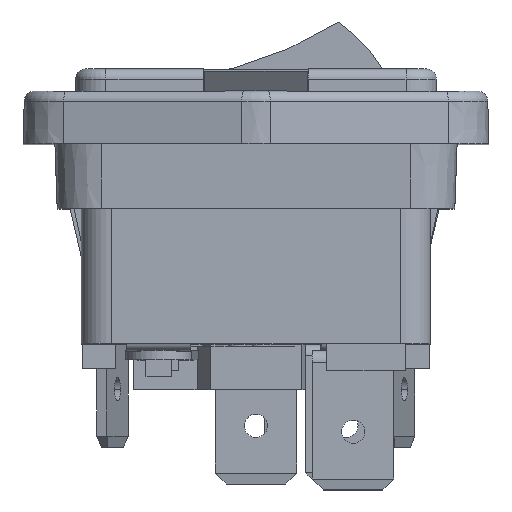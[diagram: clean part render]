
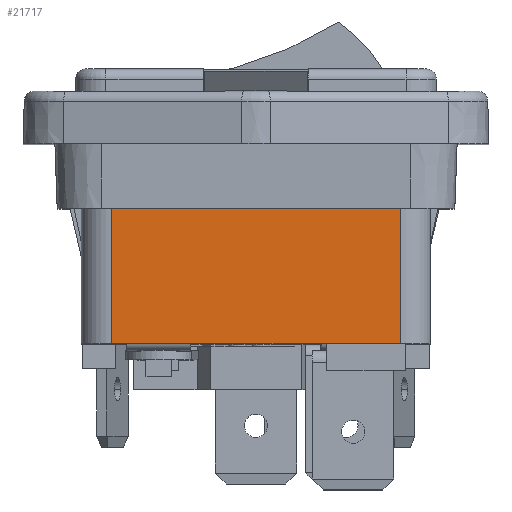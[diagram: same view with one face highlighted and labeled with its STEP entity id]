
A CAD part, top view. The second image highlights one B-rep face of the part: STEP entity #21717.
In plain terms, the highlighted planar face has unit normal (0, 0, 1).
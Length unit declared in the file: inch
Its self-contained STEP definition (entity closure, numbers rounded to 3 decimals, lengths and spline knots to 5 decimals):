
#1370 = B_SPLINE_CURVE_WITH_KNOTS ( 'NONE', 3,
 ( #23071, #30381, #45253, #45014, #3206, #34160 ),
 .UNSPECIFIED., .F., .F.,
 ( 4, 1, 1, 4 ),
 ( 0., 0.33333, 0.66667, 1. ),
 .UNSPECIFIED. ) ;
#1535 = CARTESIAN_POINT ( 'NONE',  ( -0.01014, -0.082, 0.89996 ) ) ;
#2216 = FACE_OUTER_BOUND ( 'NONE', #4194, .T. ) ;
#3206 = CARTESIAN_POINT ( 'NONE',  ( 0.009, -0.10008, 0.89996 ) ) ;
#3602 = CARTESIAN_POINT ( 'NONE',  ( 0.43947, -0.082, 0.89996 ) ) ;
#3630 = CARTESIAN_POINT ( 'NONE',  ( -0.01014, -0.082, 0.89996 ) ) ;
#4194 = EDGE_LOOP ( 'NONE', ( #29890, #13672, #10703, #15902, #23589, #42872, #31693 ) ) ;
#4576 = DIRECTION ( 'NONE',  ( -1., 0., 0. ) ) ;
#5537 = AXIS2_PLACEMENT_3D ( 'NONE', #48541, #44776, #17574 ) ;
#6058 = CARTESIAN_POINT ( 'NONE',  ( -0.0092, -0.10008, 0.89996 ) ) ;
#6251 = DIRECTION ( 'NONE',  ( 0., 1., 0. ) ) ;
#6450 = DIRECTION ( 'NONE',  ( 0., 1., 0. ) ) ;
#7561 = EDGE_CURVE ( 'NONE', #48898, #25972, #35979, .T. ) ;
#8341 = EDGE_CURVE ( 'NONE', #28107, #10652, #46635, .T. ) ;
#9274 = CARTESIAN_POINT ( 'NONE',  ( -0.43967, -0.7698, 0.89996 ) ) ;
#9903 = CARTESIAN_POINT ( 'NONE',  ( -0.43967, -0.082, 0.89996 ) ) ;
#10085 = CARTESIAN_POINT ( 'NONE',  ( -0.00142, -0.22134, 0.89996 ) ) ;
#10652 = VERTEX_POINT ( 'NONE', #30840 ) ;
#10703 = ORIENTED_EDGE ( 'NONE', *, *, #44298, .F. ) ;
#11469 = CARTESIAN_POINT ( 'NONE',  ( -0.0001, -0.23791, 0.89996 ) ) ;
#13058 = LINE ( 'NONE', #9274, #42487 ) ;
#13672 = ORIENTED_EDGE ( 'NONE', *, *, #7561, .F. ) ;
#15902 = ORIENTED_EDGE ( 'NONE', *, *, #8341, .F. ) ;
#16896 = CARTESIAN_POINT ( 'NONE',  ( -0.0001, -0.23791, 0.89996 ) ) ;
#17574 = DIRECTION ( 'NONE',  ( -1., 0., 0. ) ) ;
#18252 = DIRECTION ( 'NONE',  ( 1., 0., 0. ) ) ;
#21162 = CARTESIAN_POINT ( 'NONE',  ( -0.0039, -0.1877, 0.89996 ) ) ;
#21717 = ADVANCED_FACE ( 'NONE', ( #2216 ), #44525, .T. ) ;
#23071 = CARTESIAN_POINT ( 'NONE',  ( -0.0001, -0.23791, 0.89996 ) ) ;
#23589 = ORIENTED_EDGE ( 'NONE', *, *, #44802, .T. ) ;
#25532 = EDGE_CURVE ( 'NONE', #35747, #40984, #1370, .T. ) ;
#25824 = CARTESIAN_POINT ( 'NONE',  ( 0.00994, -0.082, 0.89996 ) ) ;
#25972 = VERTEX_POINT ( 'NONE', #3630 ) ;
#27862 = VECTOR ( 'NONE', #18252, 39.37008 ) ;
#28017 = EDGE_CURVE ( 'NONE', #40984, #38129, #32372, .T. ) ;
#28107 = VERTEX_POINT ( 'NONE', #41427 ) ;
#29429 = VECTOR ( 'NONE', #4576, 39.37008 ) ;
#29890 = ORIENTED_EDGE ( 'NONE', *, *, #33504, .F. ) ;
#30381 = CARTESIAN_POINT ( 'NONE',  ( 0.00122, -0.22134, 0.89996 ) ) ;
#30840 = CARTESIAN_POINT ( 'NONE',  ( -0.43967, -0.7698, 0.89996 ) ) ;
#31693 = ORIENTED_EDGE ( 'NONE', *, *, #25532, .F. ) ;
#32372 = LINE ( 'NONE', #25824, #27862 ) ;
#32443 = DIRECTION ( 'NONE',  ( 1., 0., 0. ) ) ;
#32876 = VECTOR ( 'NONE', #6450, 39.37008 ) ;
#33504 = EDGE_CURVE ( 'NONE', #25972, #35747, #42197, .T. ) ;
#34160 = CARTESIAN_POINT ( 'NONE',  ( 0.00994, -0.082, 0.89996 ) ) ;
#35747 = VERTEX_POINT ( 'NONE', #11469 ) ;
#35791 = VECTOR ( 'NONE', #32443, 39.37008 ) ;
#35979 = LINE ( 'NONE', #47788, #35791 ) ;
#38129 = VERTEX_POINT ( 'NONE', #3602 ) ;
#39800 = CARTESIAN_POINT ( 'NONE',  ( -0.00722, -0.13573, 0.89996 ) ) ;
#40984 = VERTEX_POINT ( 'NONE', #41860 ) ;
#41427 = CARTESIAN_POINT ( 'NONE',  ( 0.43947, -0.7698, 0.89996 ) ) ;
#41433 = CARTESIAN_POINT ( 'NONE',  ( 0.43947, -0.7698, 0.89996 ) ) ;
#41860 = CARTESIAN_POINT ( 'NONE',  ( 0.00994, -0.082, 0.89996 ) ) ;
#42197 = B_SPLINE_CURVE_WITH_KNOTS ( 'NONE', 3,
 ( #1535, #6058, #39800, #21162, #10085, #16896 ),
 .UNSPECIFIED., .F., .F.,
 ( 4, 1, 1, 4 ),
 ( 0., 0.33333, 0.66667, 1. ),
 .UNSPECIFIED. ) ;
#42487 = VECTOR ( 'NONE', #6251, 39.37008 ) ;
#42872 = ORIENTED_EDGE ( 'NONE', *, *, #28017, .F. ) ;
#43595 = CARTESIAN_POINT ( 'NONE',  ( 0.43947, -0.7698, 0.89996 ) ) ;
#44298 = EDGE_CURVE ( 'NONE', #10652, #48898, #13058, .T. ) ;
#44525 = PLANE ( 'NONE',  #5537 ) ;
#44776 = DIRECTION ( 'NONE',  ( 0., 0., 1. ) ) ;
#44802 = EDGE_CURVE ( 'NONE', #28107, #38129, #49229, .T. ) ;
#45014 = CARTESIAN_POINT ( 'NONE',  ( 0.00702, -0.13573, 0.89996 ) ) ;
#45253 = CARTESIAN_POINT ( 'NONE',  ( 0.0037, -0.1877, 0.89996 ) ) ;
#46635 = LINE ( 'NONE', #43595, #29429 ) ;
#47788 = CARTESIAN_POINT ( 'NONE',  ( -0.43967, -0.082, 0.89996 ) ) ;
#48541 = CARTESIAN_POINT ( 'NONE',  ( -0.53258, -0.6009, 0.89996 ) ) ;
#48898 = VERTEX_POINT ( 'NONE', #9903 ) ;
#49229 = LINE ( 'NONE', #41433, #32876 ) ;
